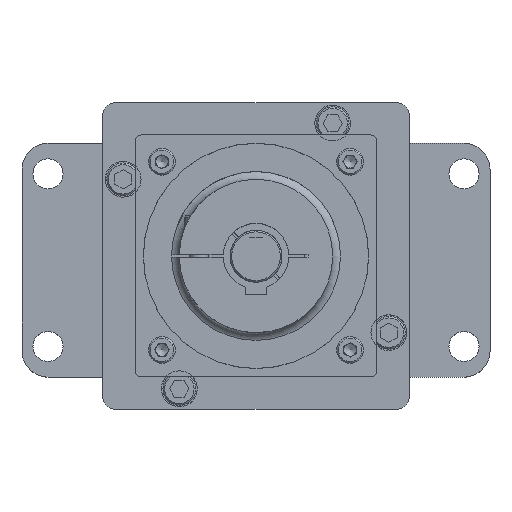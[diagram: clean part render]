
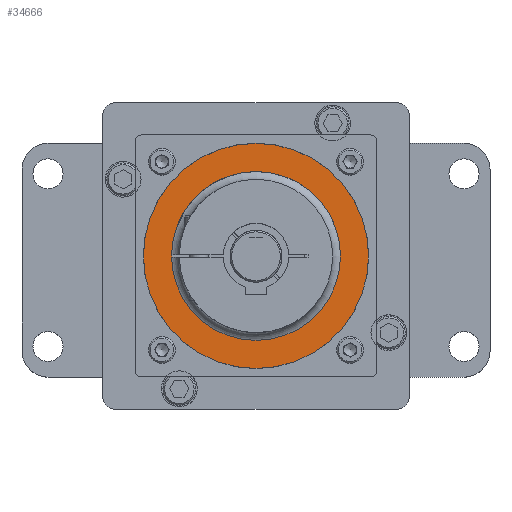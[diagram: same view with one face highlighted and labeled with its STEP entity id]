
A CAD part, top view. The second image highlights one B-rep face of the part: STEP entity #34666.
In plain terms, the highlighted planar face has unit normal (0, 0, 1).
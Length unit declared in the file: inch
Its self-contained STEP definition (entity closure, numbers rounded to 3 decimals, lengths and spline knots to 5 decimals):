
#2048 = DIRECTION ( 'NONE',  ( 1., 0., 0. ) ) ;
#2294 = AXIS2_PLACEMENT_3D ( 'NONE', #2420, #21266, #2048 ) ;
#2420 = CARTESIAN_POINT ( 'NONE',  ( 0., 0., 10.2381 ) ) ;
#3065 = DIRECTION ( 'NONE',  ( 0., 0., 1. ) ) ;
#4843 = EDGE_LOOP ( 'NONE', ( #28386 ) ) ;
#7513 = CIRCLE ( 'NONE', #2294, 2.16635 ) ;
#8710 = FACE_BOUND ( 'NONE', #4843, .T. ) ;
#9334 = VERTEX_POINT ( 'NONE', #26381 ) ;
#13231 = ORIENTED_EDGE ( 'NONE', *, *, #25487, .T. ) ;
#13675 = CARTESIAN_POINT ( 'NONE',  ( 2.16635, 0., 10.2381 ) ) ;
#20929 = CIRCLE ( 'NONE', #25621, 1.625 ) ;
#21266 = DIRECTION ( 'NONE',  ( 0., 0., 1. ) ) ;
#22480 = DIRECTION ( 'NONE',  ( 1., 0., 0. ) ) ;
#23785 = CARTESIAN_POINT ( 'NONE',  ( 0., 0., 10.2381 ) ) ;
#24137 = AXIS2_PLACEMENT_3D ( 'NONE', #27615, #3065, #22480 ) ;
#24544 = EDGE_CURVE ( 'NONE', #9334, #9334, #20929, .T. ) ;
#25409 = FACE_OUTER_BOUND ( 'NONE', #26581, .T. ) ;
#25487 = EDGE_CURVE ( 'NONE', #27417, #27417, #7513, .T. ) ;
#25621 = AXIS2_PLACEMENT_3D ( 'NONE', #23785, #34418, #34776 ) ;
#26381 = CARTESIAN_POINT ( 'NONE',  ( 1.625, 0., 10.2381 ) ) ;
#26581 = EDGE_LOOP ( 'NONE', ( #13231 ) ) ;
#27417 = VERTEX_POINT ( 'NONE', #13675 ) ;
#27615 = CARTESIAN_POINT ( 'NONE',  ( 0., 0., 10.2381 ) ) ;
#28386 = ORIENTED_EDGE ( 'NONE', *, *, #24544, .T. ) ;
#30161 = PLANE ( 'NONE',  #24137 ) ;
#34418 = DIRECTION ( 'NONE',  ( 0., 0., -1. ) ) ;
#34666 = ADVANCED_FACE ( 'NONE', ( #8710, #25409 ), #30161, .T. ) ;
#34776 = DIRECTION ( 'NONE',  ( 1., 0., 0. ) ) ;
